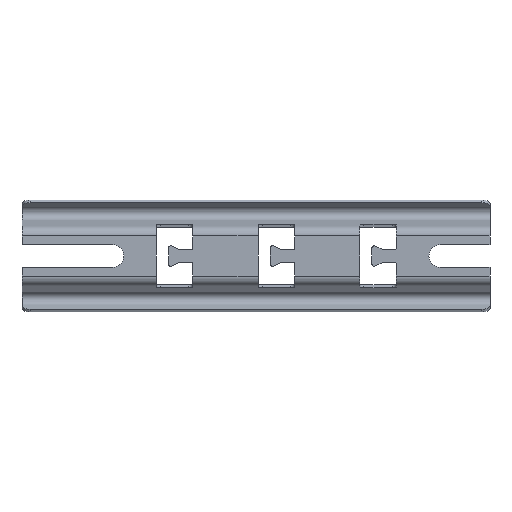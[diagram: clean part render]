
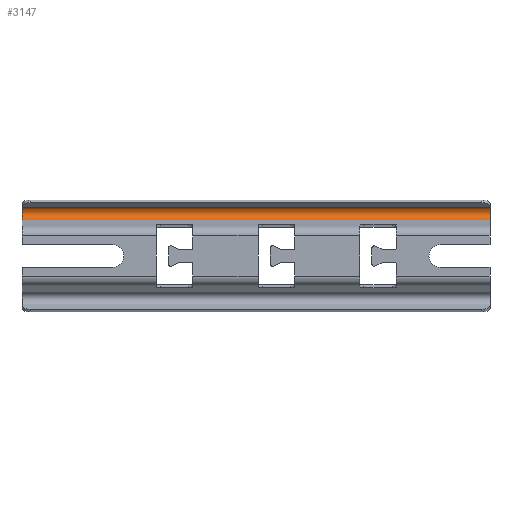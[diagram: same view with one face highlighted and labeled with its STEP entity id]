
A CAD part, front view. The second image highlights one B-rep face of the part: STEP entity #3147.
In plain terms, the highlighted cylindrical face has radius 3.5 mm (diameter 7 mm), a partial arc.
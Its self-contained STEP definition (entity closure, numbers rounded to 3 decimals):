
#173 = CARTESIAN_POINT ( 'NONE',  ( 230., 12.485, 17.635 ) ) ;
#259 = VERTEX_POINT ( 'NONE', #3076 ) ;
#579 = CARTESIAN_POINT ( 'NONE',  ( 230., 13.086, 24.131 ) ) ;
#585 = DIRECTION ( 'NONE',  ( 0., 0., -1. ) ) ;
#604 = CARTESIAN_POINT ( 'NONE',  ( 0., 11.521, 21. ) ) ;
#631 = CARTESIAN_POINT ( 'NONE',  ( 230., 13.086, 24.131 ) ) ;
#779 = VERTEX_POINT ( 'NONE', #631 ) ;
#897 = DIRECTION ( 'NONE',  ( 0., 0., 1. ) ) ;
#969 = ORIENTED_EDGE ( 'NONE', *, *, #1451, .F. ) ;
#985 = FACE_OUTER_BOUND ( 'NONE', #3060, .T. ) ;
#1006 = AXIS2_PLACEMENT_3D ( 'NONE', #604, #2706, #2749 ) ;
#1131 = ORIENTED_EDGE ( 'NONE', *, *, #2737, .T. ) ;
#1199 = CARTESIAN_POINT ( 'NONE',  ( 0., 12.485, 17.635 ) ) ;
#1240 = ORIENTED_EDGE ( 'NONE', *, *, #2940, .F. ) ;
#1267 = DIRECTION ( 'NONE',  ( 1., 0., 0. ) ) ;
#1293 = AXIS2_PLACEMENT_3D ( 'NONE', #3723, #2959, #897 ) ;
#1451 = EDGE_CURVE ( 'NONE', #2086, #3464, #1821, .T. ) ;
#1469 = CIRCLE ( 'NONE', #2545, 3.5 ) ;
#1741 = ORIENTED_EDGE ( 'NONE', *, *, #2406, .T. ) ;
#1821 = LINE ( 'NONE', #173, #2071 ) ;
#1936 = VECTOR ( 'NONE', #2904, 1000. ) ;
#2071 = VECTOR ( 'NONE', #2582, 1000. ) ;
#2086 = VERTEX_POINT ( 'NONE', #3813 ) ;
#2271 = CYLINDRICAL_SURFACE ( 'NONE', #1293, 3.5 ) ;
#2406 = EDGE_CURVE ( 'NONE', #2086, #779, #1469, .T. ) ;
#2545 = AXIS2_PLACEMENT_3D ( 'NONE', #4348, #1267, #585 ) ;
#2582 = DIRECTION ( 'NONE',  ( -1., 0., 0. ) ) ;
#2706 = DIRECTION ( 'NONE',  ( 1., 0., 0. ) ) ;
#2737 = EDGE_CURVE ( 'NONE', #779, #259, #4030, .T. ) ;
#2749 = DIRECTION ( 'NONE',  ( 0., 0., -1. ) ) ;
#2904 = DIRECTION ( 'NONE',  ( -1., 0., 0. ) ) ;
#2940 = EDGE_CURVE ( 'NONE', #3464, #259, #3656, .T. ) ;
#2959 = DIRECTION ( 'NONE',  ( -1., 0., 0. ) ) ;
#3060 = EDGE_LOOP ( 'NONE', ( #1240, #969, #1741, #1131 ) ) ;
#3076 = CARTESIAN_POINT ( 'NONE',  ( 0., 13.086, 24.131 ) ) ;
#3147 = ADVANCED_FACE ( 'NONE', ( #985 ), #2271, .F. ) ;
#3464 = VERTEX_POINT ( 'NONE', #1199 ) ;
#3656 = CIRCLE ( 'NONE', #1006, 3.5 ) ;
#3723 = CARTESIAN_POINT ( 'NONE',  ( 230., 11.521, 21. ) ) ;
#3813 = CARTESIAN_POINT ( 'NONE',  ( 230., 12.485, 17.635 ) ) ;
#4030 = LINE ( 'NONE', #579, #1936 ) ;
#4348 = CARTESIAN_POINT ( 'NONE',  ( 230., 11.521, 21. ) ) ;
